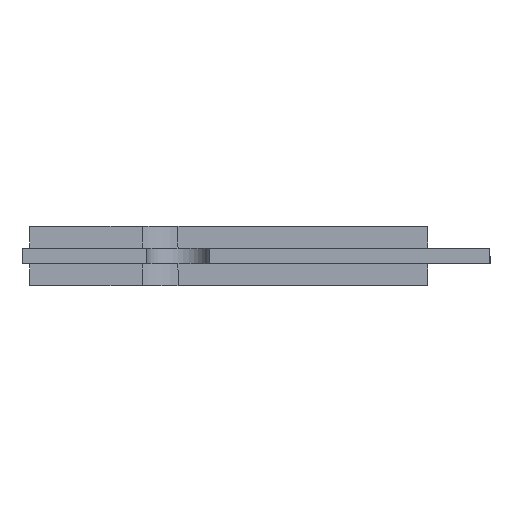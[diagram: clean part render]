
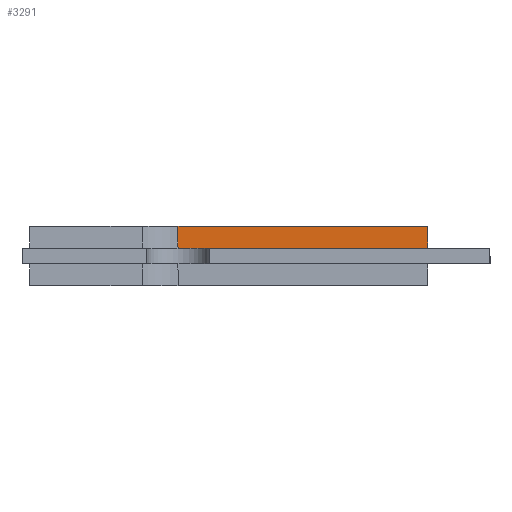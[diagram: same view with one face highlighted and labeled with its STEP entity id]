
A CAD part, left-side view. The second image highlights one B-rep face of the part: STEP entity #3291.
In plain terms, the highlighted planar face has unit normal (-1, 0, 0).
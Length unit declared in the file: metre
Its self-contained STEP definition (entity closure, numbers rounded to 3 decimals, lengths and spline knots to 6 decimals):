
#3291=ADVANCED_FACE('0:12719',(#6788),#6789,.F.);
#6788=FACE_OUTER_BOUND('',#10310,.T.);
#6789=PLANE('',#10311);
#10310=EDGE_LOOP('',(#19967,#19968,#19969,#19970));
#10311=AXIS2_PLACEMENT_3D('',#19971,#19972,#19973);
#19967=ORIENTED_EDGE('',*,*,#24185,.T.);
#19968=ORIENTED_EDGE('',*,*,#24186,.F.);
#19969=ORIENTED_EDGE('',*,*,#23880,.F.);
#19970=ORIENTED_EDGE('',*,*,#24183,.T.);
#19971=CARTESIAN_POINT('',(-0.03075,0.0019,-0.004));
#19972=DIRECTION('',(1.0,-0.0,0.0));
#19973=DIRECTION('',(0.0,1.0,-0.0));
#23880=EDGE_CURVE('0:13703',#29959,#29961,#29962,.T.);
#24183=EDGE_CURVE('0:14480',#29959,#30555,#30557,.T.);
#24185=EDGE_CURVE('0:14483',#30555,#30559,#30560,.T.);
#24186=EDGE_CURVE('0:14486',#29961,#30559,#30561,.T.);
#29959=VERTEX_POINT('NONE',#38493);
#29961=VERTEX_POINT('NONE',#38495);
#29962=LINE('',#38496,#38497);
#30555=VERTEX_POINT('NONE',#41681);
#30557=LINE('',#41683,#41684);
#30559=VERTEX_POINT('NONE',#41686);
#30560=LINE('',#41687,#41688);
#30561=LINE('',#41689,#41690);
#38493=CARTESIAN_POINT('',(-0.03075,0.0019,-0.02));
#38495=CARTESIAN_POINT('',(-0.03075,0.0019,-0.004));
#38496=CARTESIAN_POINT('',(-0.03075,0.0019,-0.004));
#38497=VECTOR('',#45056,1.0);
#41681=CARTESIAN_POINT('',(-0.03075,0.0005,-0.02));
#41683=CARTESIAN_POINT('',(-0.03075,0.0019,-0.02));
#41684=VECTOR('',#45246,1.0);
#41686=CARTESIAN_POINT('',(-0.03075,0.0005,-0.004));
#41687=CARTESIAN_POINT('',(-0.03075,0.0005,-0.004));
#41688=VECTOR('',#45247,1.0);
#41689=CARTESIAN_POINT('',(-0.03075,0.0019,-0.004));
#41690=VECTOR('',#45248,1.0);
#45056=DIRECTION('',(-0.0,-0.0,1.0));
#45246=DIRECTION('',(-0.0,-1.0,-0.0));
#45247=DIRECTION('',(-0.0,-0.0,1.0));
#45248=DIRECTION('',(-0.0,-1.0,-0.0));
